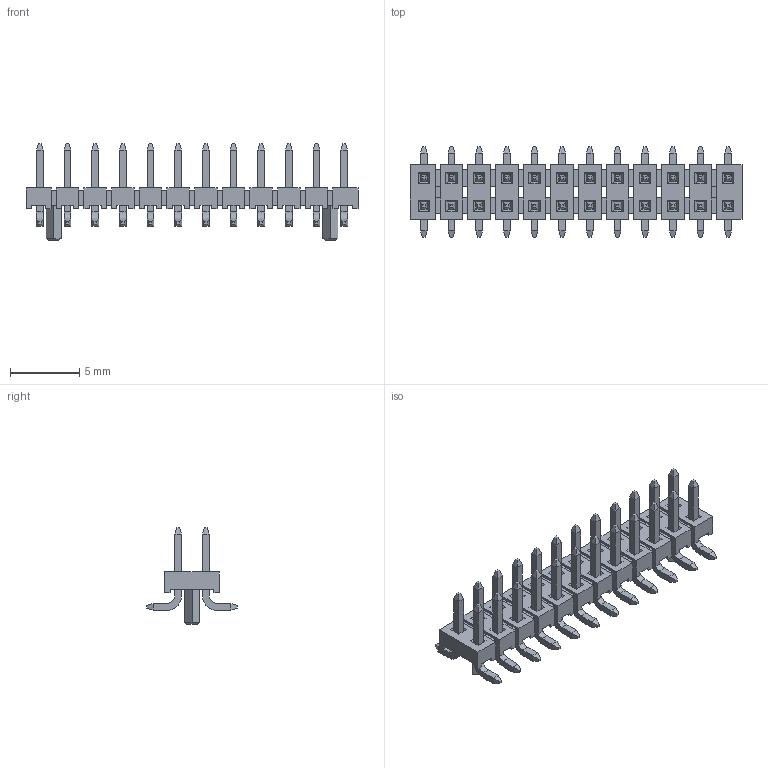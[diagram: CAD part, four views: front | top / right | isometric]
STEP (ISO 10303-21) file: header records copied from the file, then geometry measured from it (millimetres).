
FILE_DESCRIPTION((''),'2;1');
FILE_NAME('SAMTEC_TMM-112-01-G-D-SM-A.stp','2011-08-22T16:48:18',(''),(''),'Mechanical Desktop 2011','Mechanical Desktop 2011',', , ');
FILE_SCHEMA(('AUTOMOTIVE_DESIGN { 1 2 10303 214 1 1 1 1 }'));
Length unit declared in the file: millimetre
Products named in the file (1): Product
Bounding box: 24 x 6.55 x 6.99 mm (x, y, z)
Volume: 153.2 mm3; surface area: 831 mm2
Topology: 84 solids, 84 shells, 1064 faces, 2416 edges, 1544 vertices
Faces by surface type: plane 712, bspline 304, cylinder 48
Entity records: 28972 total; most frequent: CARTESIAN_POINT 5937, ORIENTED_EDGE 4832, DIRECTION 4034, EDGE_CURVE 2416, VECTOR 2320, LINE 2320, VERTEX_POINT 1544, EDGE_LOOP 1088
